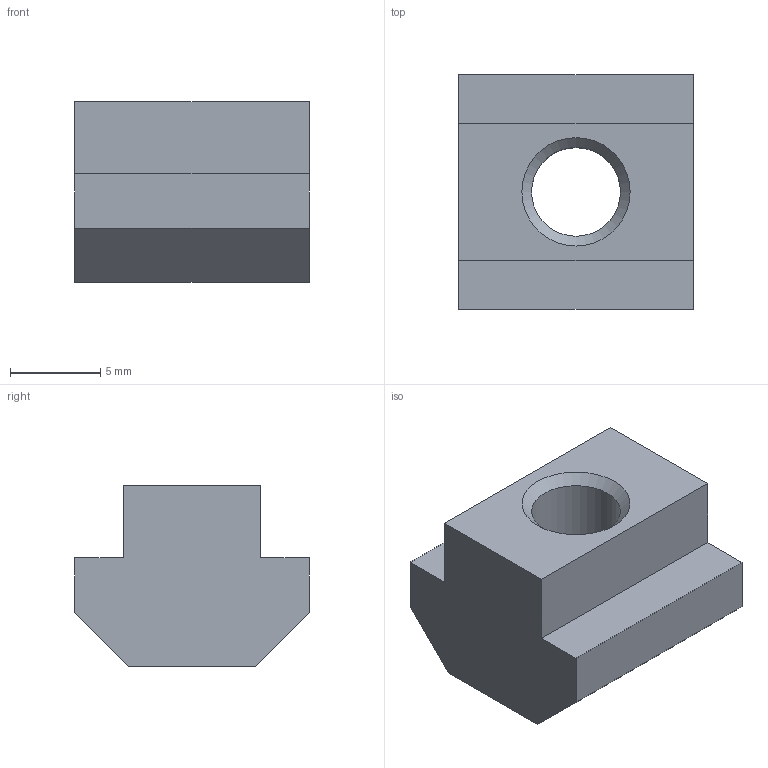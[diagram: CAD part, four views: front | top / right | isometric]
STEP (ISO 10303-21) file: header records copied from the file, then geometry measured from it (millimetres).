
FILE_DESCRIPTION(/* description */ ('KriTec T-Nutenstein 8 St M6, verzinkt'),/* implementation_level */ '2;1');
FILE_NAME(/* name */ '22906_KriTec_T-Nutenstein_8_St_M6_verzinkt.stp',/* time_stamp */ '2021-06-15T11:01:34+02:00',/* author */ ('Nell'),/* organization */ (''),/* preprocessor_version */ 'ST-DEVELOPER v17',/* originating_system */ 'Autodesk Inventor 2018',/* authorisation */ '');
FILE_SCHEMA (('AUTOMOTIVE_DESIGN { 1 0 10303 214 3 1 1 }'));
Length unit declared in the file: millimetre
Products named in the file (1): 22906
Bounding box: 13 x 13 x 10 mm (x, y, z)
Volume: 1097.4 mm3; surface area: 858.6 mm2
Topology: 1 solids, 1 shells, 15 faces, 41 edges, 28 vertices
Faces by surface type: plane 12, cone 2, cylinder 1
Full cylindrical faces by diameter (mm): 4.918 x1
Entity records: 522 total; most frequent: CARTESIAN_POINT 85, ORIENTED_EDGE 82, DIRECTION 81, EDGE_CURVE 41, LINE 33, VECTOR 33, VERTEX_POINT 28, AXIS2_PLACEMENT_3D 24
